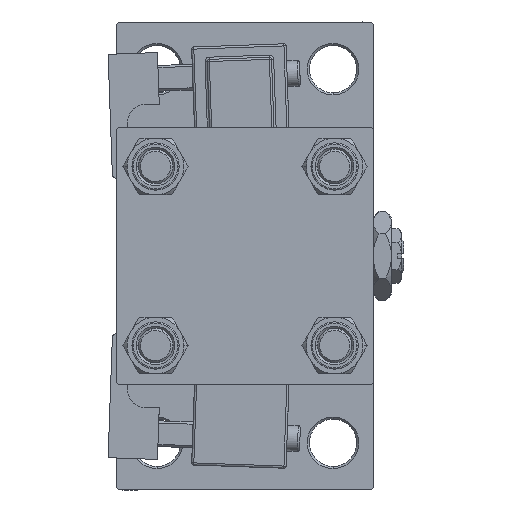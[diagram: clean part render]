
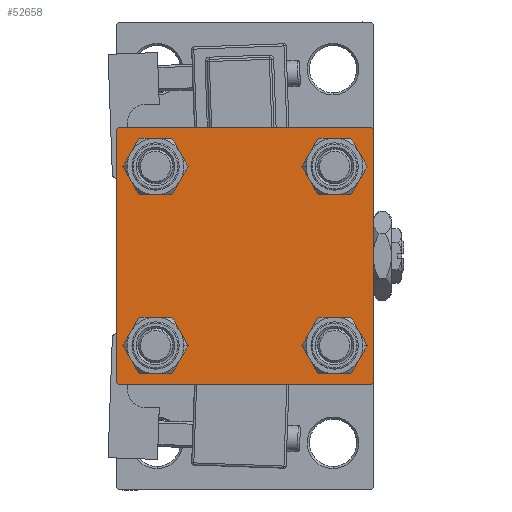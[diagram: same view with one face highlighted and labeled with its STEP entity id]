
A CAD part, left-side view. The second image highlights one B-rep face of the part: STEP entity #52658.
In plain terms, the highlighted planar face has unit normal (-1, 0, 0).
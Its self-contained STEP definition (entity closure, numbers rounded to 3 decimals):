
#483 = CARTESIAN_POINT ( 'NONE',  ( 0., -20.85, -20.85 ) ) ;
#1073 = DIRECTION ( 'NONE',  ( 0., 0., 1. ) ) ;
#1109 = VERTEX_POINT ( 'NONE', #40165 ) ;
#1609 = ORIENTED_EDGE ( 'NONE', *, *, #13296, .T. ) ;
#1621 = VERTEX_POINT ( 'NONE', #18849 ) ;
#1691 = DIRECTION ( 'NONE',  ( 1., 0., 0. ) ) ;
#2705 = VECTOR ( 'NONE', #28773, 1000. ) ;
#3153 = ORIENTED_EDGE ( 'NONE', *, *, #48123, .T. ) ;
#3371 = VERTEX_POINT ( 'NONE', #35364 ) ;
#3552 = CARTESIAN_POINT ( 'NONE',  ( 0., -20.85, -25.35 ) ) ;
#3570 = AXIS2_PLACEMENT_3D ( 'NONE', #30452, #38927, #30718 ) ;
#3956 = LINE ( 'NONE', #7816, #14634 ) ;
#4920 = ORIENTED_EDGE ( 'NONE', *, *, #39056, .F. ) ;
#5024 = CIRCLE ( 'NONE', #33924, 4.5 ) ;
#6099 = DIRECTION ( 'NONE',  ( 0., 0., 1. ) ) ;
#6358 = VERTEX_POINT ( 'NONE', #3552 ) ;
#6803 = CARTESIAN_POINT ( 'NONE',  ( 0., 20.85, -16.35 ) ) ;
#7028 = VERTEX_POINT ( 'NONE', #51157 ) ;
#7414 = DIRECTION ( 'NONE',  ( 0., 0., 1. ) ) ;
#7448 = CARTESIAN_POINT ( 'NONE',  ( 0., -30., -29.5 ) ) ;
#7816 = CARTESIAN_POINT ( 'NONE',  ( 0., 30., -30. ) ) ;
#7837 = CIRCLE ( 'NONE', #24528, 4.5 ) ;
#7944 = FACE_BOUND ( 'NONE', #21692, .T. ) ;
#8208 = FACE_BOUND ( 'NONE', #21722, .T. ) ;
#8251 = DIRECTION ( 'NONE',  ( 1., 0., 0. ) ) ;
#9059 = CARTESIAN_POINT ( 'NONE',  ( 0., -29.75, 29.75 ) ) ;
#9316 = VERTEX_POINT ( 'NONE', #28799 ) ;
#9458 = AXIS2_PLACEMENT_3D ( 'NONE', #14062, #1691, #17641 ) ;
#10085 = EDGE_CURVE ( 'NONE', #1621, #9316, #3956, .T. ) ;
#10222 = VERTEX_POINT ( 'NONE', #18219 ) ;
#10734 = AXIS2_PLACEMENT_3D ( 'NONE', #53252, #40877, #7414 ) ;
#10945 = EDGE_CURVE ( 'NONE', #39047, #24260, #5024, .T. ) ;
#10987 = ORIENTED_EDGE ( 'NONE', *, *, #25763, .T. ) ;
#11327 = VECTOR ( 'NONE', #15986, 1000. ) ;
#11549 = ORIENTED_EDGE ( 'NONE', *, *, #10085, .T. ) ;
#12421 = CIRCLE ( 'NONE', #42172, 4.5 ) ;
#12832 = LINE ( 'NONE', #54283, #2705 ) ;
#13296 = EDGE_CURVE ( 'NONE', #32762, #38464, #46036, .T. ) ;
#13526 = CARTESIAN_POINT ( 'NONE',  ( 0., -30., 30. ) ) ;
#13858 = CARTESIAN_POINT ( 'NONE',  ( 0., 29.5, 30. ) ) ;
#14062 = CARTESIAN_POINT ( 'NONE',  ( 0., -20.85, -20.85 ) ) ;
#14236 = CIRCLE ( 'NONE', #28264, 4.5 ) ;
#14550 = CARTESIAN_POINT ( 'NONE',  ( 0., -20.85, 16.35 ) ) ;
#14634 = VECTOR ( 'NONE', #20442, 1000. ) ;
#14743 = VECTOR ( 'NONE', #47462, 1000. ) ;
#15093 = EDGE_CURVE ( 'NONE', #29716, #6358, #18241, .T. ) ;
#15434 = EDGE_CURVE ( 'NONE', #1109, #7028, #38392, .T. ) ;
#15986 = DIRECTION ( 'NONE',  ( 0., -1., 0. ) ) ;
#16108 = ORIENTED_EDGE ( 'NONE', *, *, #45096, .T. ) ;
#16610 = DIRECTION ( 'NONE',  ( 1., 0., 0. ) ) ;
#17255 = DIRECTION ( 'NONE',  ( 1., 0., 0. ) ) ;
#17641 = DIRECTION ( 'NONE',  ( 0., 0., 1. ) ) ;
#18219 = CARTESIAN_POINT ( 'NONE',  ( 0., 30., -29.5 ) ) ;
#18241 = CIRCLE ( 'NONE', #9458, 4.5 ) ;
#18679 = DIRECTION ( 'NONE',  ( 0., -0.707, -0.707 ) ) ;
#18849 = CARTESIAN_POINT ( 'NONE',  ( 0., 29.5, -30. ) ) ;
#20318 = ORIENTED_EDGE ( 'NONE', *, *, #49923, .T. ) ;
#20378 = EDGE_CURVE ( 'NONE', #3371, #24901, #14236, .T. ) ;
#20442 = DIRECTION ( 'NONE',  ( 0., -1., 0. ) ) ;
#21067 = CARTESIAN_POINT ( 'NONE',  ( 0., 29.75, 29.75 ) ) ;
#21692 = EDGE_LOOP ( 'NONE', ( #35022, #48333 ) ) ;
#21722 = EDGE_LOOP ( 'NONE', ( #38752, #20318 ) ) ;
#22802 = CARTESIAN_POINT ( 'NONE',  ( 0., 29.75, -29.75 ) ) ;
#23320 = DIRECTION ( 'NONE',  ( 0., 0., 1. ) ) ;
#23351 = VERTEX_POINT ( 'NONE', #43793 ) ;
#23401 = CARTESIAN_POINT ( 'NONE',  ( 0., 30., 30. ) ) ;
#23996 = CARTESIAN_POINT ( 'NONE',  ( 0., -20.85, -16.35 ) ) ;
#24260 = VERTEX_POINT ( 'NONE', #52825 ) ;
#24528 = AXIS2_PLACEMENT_3D ( 'NONE', #483, #17255, #41134 ) ;
#24678 = FACE_OUTER_BOUND ( 'NONE', #49799, .T. ) ;
#24901 = VERTEX_POINT ( 'NONE', #14550 ) ;
#25185 = ORIENTED_EDGE ( 'NONE', *, *, #10945, .T. ) ;
#25505 = ORIENTED_EDGE ( 'NONE', *, *, #45962, .T. ) ;
#25722 = DIRECTION ( 'NONE',  ( 0., 0.707, -0.707 ) ) ;
#25763 = EDGE_CURVE ( 'NONE', #10222, #1621, #48311, .T. ) ;
#27848 = EDGE_LOOP ( 'NONE', ( #3153, #25185 ) ) ;
#28061 = LINE ( 'NONE', #23401, #11327 ) ;
#28264 = AXIS2_PLACEMENT_3D ( 'NONE', #42798, #8251, #1073 ) ;
#28266 = PLANE ( 'NONE',  #10734 ) ;
#28498 = EDGE_CURVE ( 'NONE', #50179, #23351, #39044, .T. ) ;
#28773 = DIRECTION ( 'NONE',  ( 0., 0., -1. ) ) ;
#28799 = CARTESIAN_POINT ( 'NONE',  ( 0., -29.5, -30. ) ) ;
#29716 = VERTEX_POINT ( 'NONE', #23996 ) ;
#29840 = EDGE_CURVE ( 'NONE', #1109, #53652, #51122, .T. ) ;
#30452 = CARTESIAN_POINT ( 'NONE',  ( 0., 20.85, 20.85 ) ) ;
#30687 = DIRECTION ( 'NONE',  ( 1., 0., 0. ) ) ;
#30718 = DIRECTION ( 'NONE',  ( 0., 0., 1. ) ) ;
#31062 = CARTESIAN_POINT ( 'NONE',  ( 0., 20.85, -20.85 ) ) ;
#31134 = AXIS2_PLACEMENT_3D ( 'NONE', #34520, #30687, #47426 ) ;
#32762 = VERTEX_POINT ( 'NONE', #13858 ) ;
#33287 = DIRECTION ( 'NONE',  ( 0., 0., -1. ) ) ;
#33924 = AXIS2_PLACEMENT_3D ( 'NONE', #36627, #16610, #53402 ) ;
#34520 = CARTESIAN_POINT ( 'NONE',  ( 0., 20.85, -20.85 ) ) ;
#34741 = ORIENTED_EDGE ( 'NONE', *, *, #20378, .T. ) ;
#35022 = ORIENTED_EDGE ( 'NONE', *, *, #15093, .T. ) ;
#35134 = ORIENTED_EDGE ( 'NONE', *, *, #48309, .T. ) ;
#35364 = CARTESIAN_POINT ( 'NONE',  ( 0., -20.85, 25.35 ) ) ;
#36464 = VECTOR ( 'NONE', #33287, 1000. ) ;
#36552 = ORIENTED_EDGE ( 'NONE', *, *, #29840, .F. ) ;
#36627 = CARTESIAN_POINT ( 'NONE',  ( 0., 20.85, 20.85 ) ) ;
#36994 = CARTESIAN_POINT ( 'NONE',  ( 0., 30., 29.5 ) ) ;
#38392 = LINE ( 'NONE', #9059, #14743 ) ;
#38464 = VERTEX_POINT ( 'NONE', #36994 ) ;
#38608 = VECTOR ( 'NONE', #47026, 1000. ) ;
#38752 = ORIENTED_EDGE ( 'NONE', *, *, #28498, .T. ) ;
#38927 = DIRECTION ( 'NONE',  ( 1., 0., 0. ) ) ;
#39034 = LINE ( 'NONE', #43160, #38608 ) ;
#39044 = CIRCLE ( 'NONE', #31134, 4.5 ) ;
#39047 = VERTEX_POINT ( 'NONE', #49192 ) ;
#39056 = EDGE_CURVE ( 'NONE', #32762, #7028, #28061, .T. ) ;
#39413 = EDGE_CURVE ( 'NONE', #6358, #29716, #7837, .T. ) ;
#40165 = CARTESIAN_POINT ( 'NONE',  ( 0., -30., 29.5 ) ) ;
#40877 = DIRECTION ( 'NONE',  ( -1., 0., 0. ) ) ;
#41134 = DIRECTION ( 'NONE',  ( 0., 0., 1. ) ) ;
#41395 = FACE_BOUND ( 'NONE', #50600, .T. ) ;
#41913 = VECTOR ( 'NONE', #25722, 1000. ) ;
#42101 = CIRCLE ( 'NONE', #3570, 4.5 ) ;
#42172 = AXIS2_PLACEMENT_3D ( 'NONE', #31062, #43682, #6099 ) ;
#42798 = CARTESIAN_POINT ( 'NONE',  ( 0., -20.85, 20.85 ) ) ;
#43160 = CARTESIAN_POINT ( 'NONE',  ( 0., -29.75, -29.75 ) ) ;
#43682 = DIRECTION ( 'NONE',  ( 1., 0., 0. ) ) ;
#43793 = CARTESIAN_POINT ( 'NONE',  ( 0., 20.85, -25.35 ) ) ;
#44166 = CARTESIAN_POINT ( 'NONE',  ( 0., -20.85, 20.85 ) ) ;
#45096 = EDGE_CURVE ( 'NONE', #24901, #3371, #53503, .T. ) ;
#45962 = EDGE_CURVE ( 'NONE', #9316, #53652, #39034, .T. ) ;
#46036 = LINE ( 'NONE', #21067, #41913 ) ;
#47026 = DIRECTION ( 'NONE',  ( 0., -0.707, 0.707 ) ) ;
#47426 = DIRECTION ( 'NONE',  ( 0., 0., 1. ) ) ;
#47462 = DIRECTION ( 'NONE',  ( 0., 0.707, 0.707 ) ) ;
#47840 = VECTOR ( 'NONE', #18679, 1000. ) ;
#48123 = EDGE_CURVE ( 'NONE', #24260, #39047, #42101, .T. ) ;
#48232 = AXIS2_PLACEMENT_3D ( 'NONE', #44166, #48563, #23320 ) ;
#48309 = EDGE_CURVE ( 'NONE', #38464, #10222, #12832, .T. ) ;
#48311 = LINE ( 'NONE', #22802, #47840 ) ;
#48333 = ORIENTED_EDGE ( 'NONE', *, *, #39413, .T. ) ;
#48563 = DIRECTION ( 'NONE',  ( 1., 0., 0. ) ) ;
#49130 = FACE_BOUND ( 'NONE', #27848, .T. ) ;
#49192 = CARTESIAN_POINT ( 'NONE',  ( 0., 20.85, 16.35 ) ) ;
#49799 = EDGE_LOOP ( 'NONE', ( #35134, #10987, #11549, #25505, #36552, #51140, #4920, #1609 ) ) ;
#49923 = EDGE_CURVE ( 'NONE', #23351, #50179, #12421, .T. ) ;
#50179 = VERTEX_POINT ( 'NONE', #6803 ) ;
#50600 = EDGE_LOOP ( 'NONE', ( #34741, #16108 ) ) ;
#51122 = LINE ( 'NONE', #13526, #36464 ) ;
#51140 = ORIENTED_EDGE ( 'NONE', *, *, #15434, .T. ) ;
#51157 = CARTESIAN_POINT ( 'NONE',  ( 0., -29.5, 30. ) ) ;
#52658 = ADVANCED_FACE ( 'NONE', ( #41395, #7944, #8208, #49130, #24678 ), #28266, .T. ) ;
#52825 = CARTESIAN_POINT ( 'NONE',  ( 0., 20.85, 25.35 ) ) ;
#53252 = CARTESIAN_POINT ( 'NONE',  ( 0., 0., 0. ) ) ;
#53402 = DIRECTION ( 'NONE',  ( 0., 0., 1. ) ) ;
#53503 = CIRCLE ( 'NONE', #48232, 4.5 ) ;
#53652 = VERTEX_POINT ( 'NONE', #7448 ) ;
#54283 = CARTESIAN_POINT ( 'NONE',  ( 0., 30., 30. ) ) ;
